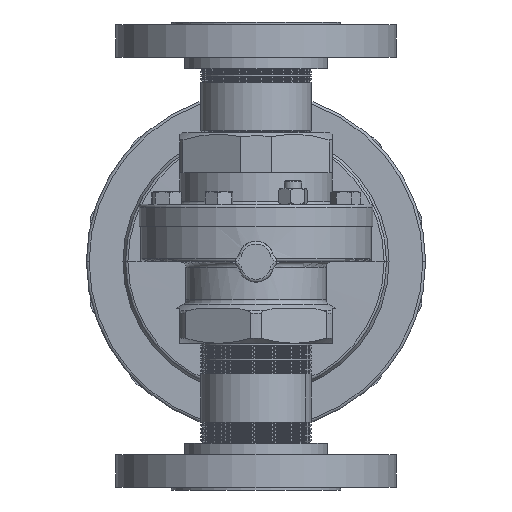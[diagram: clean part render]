
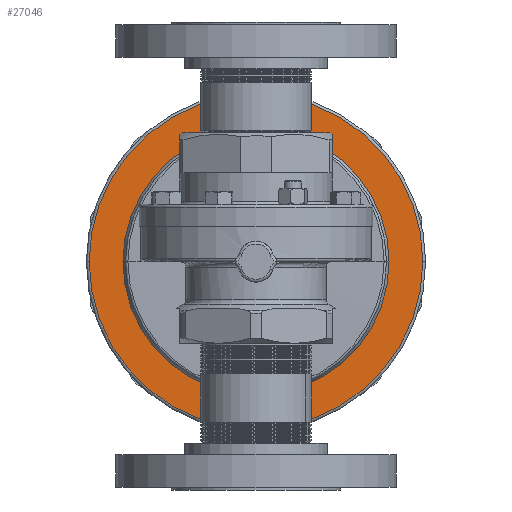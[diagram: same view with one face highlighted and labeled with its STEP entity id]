
A CAD part, front view. The second image highlights one B-rep face of the part: STEP entity #27046.
In plain terms, the highlighted planar face has unit normal (0, -1, 0).
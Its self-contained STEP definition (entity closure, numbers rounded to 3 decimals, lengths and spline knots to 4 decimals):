
#584 = DIRECTION ( 'NONE',  ( -1., 0., 0. ) ) ;
#880 = FACE_OUTER_BOUND ( 'NONE', #15670, .T. ) ;
#1883 = DIRECTION ( 'NONE',  ( 0., -1., 0. ) ) ;
#2119 = EDGE_CURVE ( 'NONE', #28212, #23627, #3047, .T. ) ;
#2761 = PLANE ( 'NONE',  #5365 ) ;
#3047 = CIRCLE ( 'NONE', #13064, 3.565 ) ;
#3145 = ORIENTED_EDGE ( 'NONE', *, *, #4810, .F. ) ;
#4047 = EDGE_LOOP ( 'NONE', ( #3145, #12205 ) ) ;
#4631 = CARTESIAN_POINT ( 'NONE',  ( -2.8435, 2.65, 0. ) ) ;
#4810 = EDGE_CURVE ( 'NONE', #17394, #8971, #25553, .T. ) ;
#4859 = ORIENTED_EDGE ( 'NONE', *, *, #34017, .T. ) ;
#5331 = DIRECTION ( 'NONE',  ( -1., 0., 0. ) ) ;
#5365 = AXIS2_PLACEMENT_3D ( 'NONE', #23442, #20771, #26146 ) ;
#5870 = CARTESIAN_POINT ( 'NONE',  ( 0., 2.65, 0. ) ) ;
#8288 = DIRECTION ( 'NONE',  ( 0., -1., 0. ) ) ;
#8509 = CIRCLE ( 'NONE', #28290, 2.8435 ) ;
#8971 = VERTEX_POINT ( 'NONE', #4631 ) ;
#9730 = CARTESIAN_POINT ( 'NONE',  ( 2.8435, 2.65, 0. ) ) ;
#11646 = AXIS2_PLACEMENT_3D ( 'NONE', #19606, #1883, #22559 ) ;
#11986 = DIRECTION ( 'NONE',  ( 0., -1., 0. ) ) ;
#12205 = ORIENTED_EDGE ( 'NONE', *, *, #12894, .F. ) ;
#12894 = EDGE_CURVE ( 'NONE', #8971, #17394, #8509, .T. ) ;
#13064 = AXIS2_PLACEMENT_3D ( 'NONE', #27040, #15027, #584 ) ;
#15027 = DIRECTION ( 'NONE',  ( 0., -1., 0. ) ) ;
#15670 = EDGE_LOOP ( 'NONE', ( #4859, #17541 ) ) ;
#15782 = AXIS2_PLACEMENT_3D ( 'NONE', #5870, #11986, #17432 ) ;
#16898 = CARTESIAN_POINT ( 'NONE',  ( 0., 2.65, 0. ) ) ;
#17394 = VERTEX_POINT ( 'NONE', #9730 ) ;
#17432 = DIRECTION ( 'NONE',  ( -1., 0., 0. ) ) ;
#17541 = ORIENTED_EDGE ( 'NONE', *, *, #2119, .T. ) ;
#18670 = FACE_BOUND ( 'NONE', #4047, .T. ) ;
#19606 = CARTESIAN_POINT ( 'NONE',  ( 0., 2.65, 0. ) ) ;
#20771 = DIRECTION ( 'NONE',  ( 0., -1., 0. ) ) ;
#22559 = DIRECTION ( 'NONE',  ( -1., 0., 0. ) ) ;
#23442 = CARTESIAN_POINT ( 'NONE',  ( 0., 2.65, -2.8435 ) ) ;
#23627 = VERTEX_POINT ( 'NONE', #29288 ) ;
#24329 = CIRCLE ( 'NONE', #11646, 3.565 ) ;
#25553 = CIRCLE ( 'NONE', #15782, 2.8435 ) ;
#26146 = DIRECTION ( 'NONE',  ( -1., 0., 0. ) ) ;
#27040 = CARTESIAN_POINT ( 'NONE',  ( 0., 2.65, 0. ) ) ;
#27046 = ADVANCED_FACE ( 'NONE', ( #880, #18670 ), #2761, .T. ) ;
#28212 = VERTEX_POINT ( 'NONE', #34736 ) ;
#28290 = AXIS2_PLACEMENT_3D ( 'NONE', #16898, #8288, #5331 ) ;
#29288 = CARTESIAN_POINT ( 'NONE',  ( -3.565, 2.65, 0. ) ) ;
#34017 = EDGE_CURVE ( 'NONE', #23627, #28212, #24329, .T. ) ;
#34736 = CARTESIAN_POINT ( 'NONE',  ( 3.565, 2.65, 0. ) ) ;
